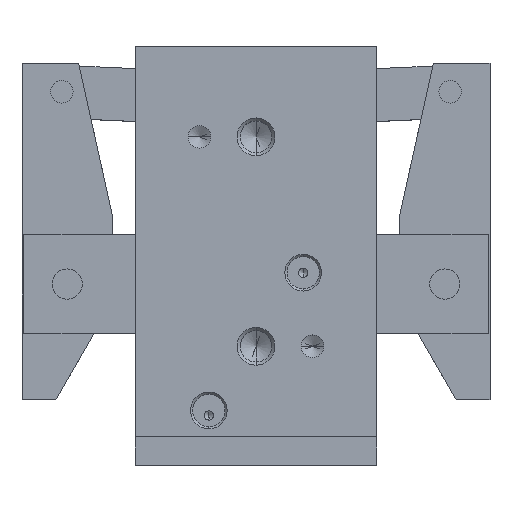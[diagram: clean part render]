
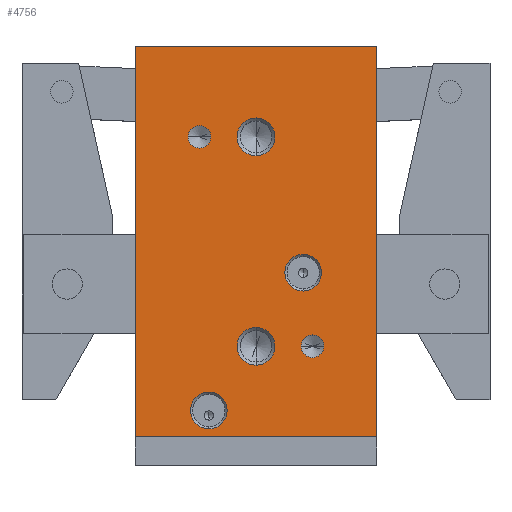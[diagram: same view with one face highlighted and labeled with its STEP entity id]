
A CAD part, top view. The second image highlights one B-rep face of the part: STEP entity #4756.
In plain terms, the highlighted planar face has unit normal (0, 0, 1).
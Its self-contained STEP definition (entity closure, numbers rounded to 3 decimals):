
#1940 = EDGE_CURVE( '', #1996, #2714, #5479, .T. );
#1996 = VERTEX_POINT( '', #5543 );
#2080 = EDGE_CURVE( '', #3032, #3758, #5634, .T. );
#2082 = EDGE_CURVE( '', #3606, #3242, #5636, .T. );
#2514 = EDGE_CURVE( '', #4372, #3192, #6107, .T. );
#2680 = EDGE_CURVE( '', #2938, #5208, #6287, .T. );
#2714 = VERTEX_POINT( '', #6321 );
#2770 = EDGE_CURVE( '', #4944, #4448, #6384, .T. );
#2938 = VERTEX_POINT( '', #6566 );
#3032 = VERTEX_POINT( '', #6677 );
#3168 = EDGE_CURVE( '', #4394, #4706, #6828, .T. );
#3178 = EDGE_CURVE( '', #3242, #4372, #6840, .T. );
#3192 = VERTEX_POINT( '', #6856 );
#3242 = VERTEX_POINT( '', #6911 );
#3606 = VERTEX_POINT( '', #7330 );
#3668 = EDGE_CURVE( '', #3758, #3032, #7397, .T. );
#3676 = EDGE_CURVE( '', #2714, #1996, #7406, .T. );
#3758 = VERTEX_POINT( '', #7511 );
#3864 = VERTEX_POINT( '', #7632 );
#3992 = EDGE_CURVE( '', #5208, #2938, #7772, .T. );
#4136 = EDGE_CURVE( '', #4342, #3864, #7939, .T. );
#4172 = EDGE_CURVE( '', #4448, #4944, #7979, .T. );
#4342 = VERTEX_POINT( '', #8167 );
#4372 = VERTEX_POINT( '', #8199 );
#4394 = VERTEX_POINT( '', #8223 );
#4448 = VERTEX_POINT( '', #8280 );
#4450 = EDGE_CURVE( '', #4706, #4394, #8282, .T. );
#4706 = VERTEX_POINT( '', #8573 );
#4730 = EDGE_CURVE( '', #3864, #4342, #8597, .T. );
#4756 = ADVANCED_FACE( '', ( #8626, #8627, #8628, #8629, #8630, #8631, #8632 ), #8633, .T. );
#4920 = EDGE_CURVE( '', #3192, #3606, #8809, .T. );
#4944 = VERTEX_POINT( '', #8836 );
#5208 = VERTEX_POINT( '', #9130 );
#5479 = CIRCLE( '', #9463, 4.864 );
#5543 = CARTESIAN_POINT( '', ( -12.5, 9.636, 42. ) );
#5634 = CIRCLE( '', #9705, 3. );
#5636 = LINE( '', #9708, #9709 );
#6107 = LINE( '', #10404, #10405 );
#6287 = CIRCLE( '', #10678, 5. );
#6321 = CARTESIAN_POINT( '', ( -12.5, 19.364, 42. ) );
#6384 = CIRCLE( '', #10809, 4.864 );
#6566 = CARTESIAN_POINT( '', ( 0., 36.5, 42. ) );
#6677 = CARTESIAN_POINT( '', ( -18., 87., 42. ) );
#6828 = CIRCLE( '', #11441, 5. );
#6840 = LINE( '', #11454, #11455 );
#6856 = CARTESIAN_POINT( '', ( 32., 111., 42. ) );
#6911 = CARTESIAN_POINT( '', ( -32., 7.51, 42. ) );
#7330 = CARTESIAN_POINT( '', ( -32., 111., 42. ) );
#7397 = CIRCLE( '', #12197, 3. );
#7406 = CIRCLE( '', #12208, 4.864 );
#7511 = CARTESIAN_POINT( '', ( -12., 87., 42. ) );
#7632 = CARTESIAN_POINT( '', ( 18., 31.5, 42. ) );
#7772 = CIRCLE( '', #12710, 5. );
#7939 = CIRCLE( '', #12929, 3. );
#7979 = CIRCLE( '', #12987, 4.864 );
#8167 = CARTESIAN_POINT( '', ( 12., 31.5, 42. ) );
#8199 = CARTESIAN_POINT( '', ( 32., 7.51, 42. ) );
#8223 = CARTESIAN_POINT( '', ( 0., 92., 42. ) );
#8280 = CARTESIAN_POINT( '', ( 12.5, 55.864, 42. ) );
#8282 = CIRCLE( '', #13444, 5. );
#8573 = CARTESIAN_POINT( '', ( 0., 82., 42. ) );
#8597 = CIRCLE( '', #13885, 3. );
#8626 = FACE_BOUND( '', #13923, .T. );
#8627 = FACE_BOUND( '', #13924, .T. );
#8628 = FACE_BOUND( '', #13925, .T. );
#8629 = FACE_BOUND( '', #13926, .T. );
#8630 = FACE_OUTER_BOUND( '', #13927, .T. );
#8631 = FACE_BOUND( '', #13928, .T. );
#8632 = FACE_BOUND( '', #13929, .T. );
#8633 = PLANE( '', #13930 );
#8809 = LINE( '', #14182, #14183 );
#8836 = CARTESIAN_POINT( '', ( 12.5, 46.136, 42. ) );
#9130 = CARTESIAN_POINT( '', ( 0., 26.5, 42. ) );
#9463 = AXIS2_PLACEMENT_3D( '', #15013, #15014, #15015 );
#9705 = AXIS2_PLACEMENT_3D( '', #15177, #15178, #15179 );
#9708 = CARTESIAN_POINT( '', ( -32., 111., 42. ) );
#9709 = VECTOR( '', #15180, 1. );
#10404 = CARTESIAN_POINT( '', ( 32., 0., 42. ) );
#10405 = VECTOR( '', #15673, 1. );
#10678 = AXIS2_PLACEMENT_3D( '', #15858, #15859, #15860 );
#10809 = AXIS2_PLACEMENT_3D( '', #15944, #15945, #15946 );
#11441 = AXIS2_PLACEMENT_3D( '', #16429, #16430, #16431 );
#11454 = CARTESIAN_POINT( '', ( 0., 7.51, 42. ) );
#11455 = VECTOR( '', #16448, 1. );
#12197 = AXIS2_PLACEMENT_3D( '', #17165, #17166, #17167 );
#12208 = AXIS2_PLACEMENT_3D( '', #17179, #17180, #17181 );
#12710 = AXIS2_PLACEMENT_3D( '', #17664, #17665, #17666 );
#12929 = AXIS2_PLACEMENT_3D( '', #17881, #17882, #17883 );
#12987 = AXIS2_PLACEMENT_3D( '', #17931, #17932, #17933 );
#13444 = AXIS2_PLACEMENT_3D( '', #18231, #18232, #18233 );
#13885 = AXIS2_PLACEMENT_3D( '', #18640, #18641, #18642 );
#13923 = EDGE_LOOP( '', ( #18677, #18678 ) );
#13924 = EDGE_LOOP( '', ( #18679, #18680 ) );
#13925 = EDGE_LOOP( '', ( #18681, #18682 ) );
#13926 = EDGE_LOOP( '', ( #18683, #18684 ) );
#13927 = EDGE_LOOP( '', ( #18685, #18686, #18687, #18688 ) );
#13928 = EDGE_LOOP( '', ( #18689, #18690 ) );
#13929 = EDGE_LOOP( '', ( #18691, #18692 ) );
#13930 = AXIS2_PLACEMENT_3D( '', #18693, #18694, #18695 );
#14182 = CARTESIAN_POINT( '', ( 32., 111., 42. ) );
#14183 = VECTOR( '', #18881, 1. );
#15013 = CARTESIAN_POINT( '', ( -12.5, 14.5, 42. ) );
#15014 = DIRECTION( '', ( 0., 0., -1. ) );
#15015 = DIRECTION( '', ( 0., 1., 0. ) );
#15177 = CARTESIAN_POINT( '', ( -15., 87., 42. ) );
#15178 = DIRECTION( '', ( 0., 0., -1. ) );
#15179 = DIRECTION( '', ( -1., 0., 0. ) );
#15180 = DIRECTION( '', ( 0., -1., 0. ) );
#15673 = DIRECTION( '', ( 0., 1., 0. ) );
#15858 = CARTESIAN_POINT( '', ( 0., 31.5, 42. ) );
#15859 = DIRECTION( '', ( 0., 0., -1. ) );
#15860 = DIRECTION( '', ( 0., 1., 0. ) );
#15944 = CARTESIAN_POINT( '', ( 12.5, 51., 42. ) );
#15945 = DIRECTION( '', ( 0., 0., -1. ) );
#15946 = DIRECTION( '', ( 0., 1., 0. ) );
#16429 = CARTESIAN_POINT( '', ( 0., 87., 42. ) );
#16430 = DIRECTION( '', ( 0., 0., -1. ) );
#16431 = DIRECTION( '', ( 0., 1., 0. ) );
#16448 = DIRECTION( '', ( 1., 0., 0. ) );
#17165 = CARTESIAN_POINT( '', ( -15., 87., 42. ) );
#17166 = DIRECTION( '', ( 0., 0., -1. ) );
#17167 = DIRECTION( '', ( -1., 0., 0. ) );
#17179 = CARTESIAN_POINT( '', ( -12.5, 14.5, 42. ) );
#17180 = DIRECTION( '', ( 0., 0., -1. ) );
#17181 = DIRECTION( '', ( 0., 1., 0. ) );
#17664 = CARTESIAN_POINT( '', ( 0., 31.5, 42. ) );
#17665 = DIRECTION( '', ( 0., 0., -1. ) );
#17666 = DIRECTION( '', ( 0., 1., 0. ) );
#17881 = CARTESIAN_POINT( '', ( 15., 31.5, 42. ) );
#17882 = DIRECTION( '', ( 0., 0., -1. ) );
#17883 = DIRECTION( '', ( -1., 0., 0. ) );
#17931 = CARTESIAN_POINT( '', ( 12.5, 51., 42. ) );
#17932 = DIRECTION( '', ( 0., 0., -1. ) );
#17933 = DIRECTION( '', ( 0., 1., 0. ) );
#18231 = CARTESIAN_POINT( '', ( 0., 87., 42. ) );
#18232 = DIRECTION( '', ( 0., 0., -1. ) );
#18233 = DIRECTION( '', ( 0., 1., 0. ) );
#18640 = CARTESIAN_POINT( '', ( 15., 31.5, 42. ) );
#18641 = DIRECTION( '', ( 0., 0., -1. ) );
#18642 = DIRECTION( '', ( -1., 0., 0. ) );
#18677 = ORIENTED_EDGE( '', *, *, #2680, .T. );
#18678 = ORIENTED_EDGE( '', *, *, #3992, .T. );
#18679 = ORIENTED_EDGE( '', *, *, #3168, .T. );
#18680 = ORIENTED_EDGE( '', *, *, #4450, .T. );
#18681 = ORIENTED_EDGE( '', *, *, #4136, .T. );
#18682 = ORIENTED_EDGE( '', *, *, #4730, .T. );
#18683 = ORIENTED_EDGE( '', *, *, #2080, .T. );
#18684 = ORIENTED_EDGE( '', *, *, #3668, .T. );
#18685 = ORIENTED_EDGE( '', *, *, #3178, .T. );
#18686 = ORIENTED_EDGE( '', *, *, #2514, .T. );
#18687 = ORIENTED_EDGE( '', *, *, #4920, .T. );
#18688 = ORIENTED_EDGE( '', *, *, #2082, .T. );
#18689 = ORIENTED_EDGE( '', *, *, #3676, .T. );
#18690 = ORIENTED_EDGE( '', *, *, #1940, .T. );
#18691 = ORIENTED_EDGE( '', *, *, #4172, .T. );
#18692 = ORIENTED_EDGE( '', *, *, #2770, .T. );
#18693 = CARTESIAN_POINT( '', ( 0., 0., 42. ) );
#18694 = DIRECTION( '', ( 0., 0., 1. ) );
#18695 = DIRECTION( '', ( 1., 0., 0. ) );
#18881 = DIRECTION( '', ( -1., 0., 0. ) );
